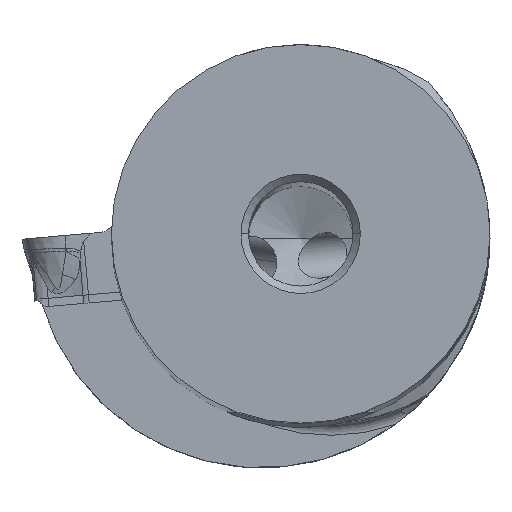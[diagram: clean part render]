
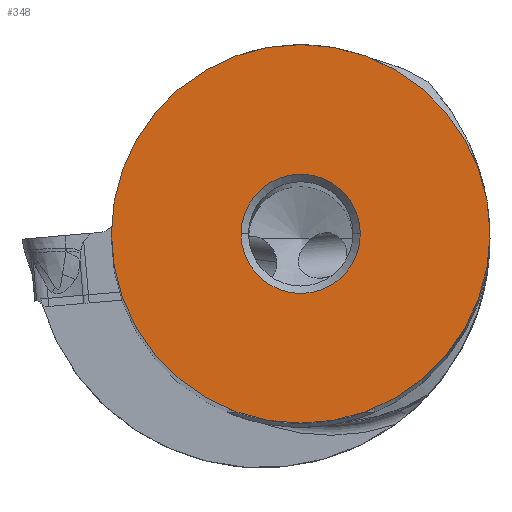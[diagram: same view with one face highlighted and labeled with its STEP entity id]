
A CAD part, top view. The second image highlights one B-rep face of the part: STEP entity #348.
In plain terms, the highlighted planar face has unit normal (0, 0, 1).
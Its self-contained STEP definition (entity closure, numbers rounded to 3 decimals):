
#43=FACE_BOUND('',#748,.T.);
#44=FACE_BOUND('',#749,.T.);
#348=ADVANCED_FACE('',(#43,#44),#433,.T.);
#433=PLANE('',#3761);
#748=EDGE_LOOP('',(#1542,#1543));
#749=EDGE_LOOP('',(#1544,#1545));
#1542=ORIENTED_EDGE('',*,*,#2605,.T.);
#1543=ORIENTED_EDGE('',*,*,#2599,.T.);
#1544=ORIENTED_EDGE('',*,*,#2610,.T.);
#1545=ORIENTED_EDGE('',*,*,#2611,.T.);
#2124=VERTEX_POINT('',#10023);
#2125=VERTEX_POINT('',#10025);
#2134=VERTEX_POINT('',#10047);
#2135=VERTEX_POINT('',#10048);
#2599=EDGE_CURVE('',#2125,#2124,#3086,.T.);
#2605=EDGE_CURVE('',#2124,#2125,#3087,.T.);
#2610=EDGE_CURVE('',#2134,#2135,#3088,.T.);
#2611=EDGE_CURVE('',#2135,#2134,#3089,.T.);
#3086=CIRCLE('',#3751,12.7);
#3087=CIRCLE('',#3755,12.7);
#3088=CIRCLE('',#3759,4.);
#3089=CIRCLE('',#3760,4.);
#3751=AXIS2_PLACEMENT_3D('',#10024,#4286,#4287);
#3755=AXIS2_PLACEMENT_3D('',#10036,#4297,#4298);
#3759=AXIS2_PLACEMENT_3D('',#10046,#4307,#4308);
#3760=AXIS2_PLACEMENT_3D('',#10049,#4309,#4310);
#3761=AXIS2_PLACEMENT_3D('',#10050,#4311,#4312);
#4286=DIRECTION('',(0.,0.,1.));
#4287=DIRECTION('',(-1.,0.,0.));
#4297=DIRECTION('',(0.,0.,1.));
#4298=DIRECTION('',(1.,0.,0.));
#4307=DIRECTION('',(0.,0.,-1.));
#4308=DIRECTION('',(1.,0.,0.));
#4309=DIRECTION('',(0.,0.,-1.));
#4310=DIRECTION('',(-1.,0.,0.));
#4311=DIRECTION('',(0.,0.,1.));
#4312=DIRECTION('',(-1.,0.,0.));
#10023=CARTESIAN_POINT('',(12.7,0.,0.));
#10024=CARTESIAN_POINT('',(0.,0.,0.));
#10025=CARTESIAN_POINT('',(-12.7,0.,0.));
#10036=CARTESIAN_POINT('',(0.,0.,0.));
#10046=CARTESIAN_POINT('',(0.,0.,0.));
#10047=CARTESIAN_POINT('',(4.,0.,0.));
#10048=CARTESIAN_POINT('',(-4.,0.,0.));
#10049=CARTESIAN_POINT('',(0.,0.,0.));
#10050=CARTESIAN_POINT('',(0.,0.,0.));
